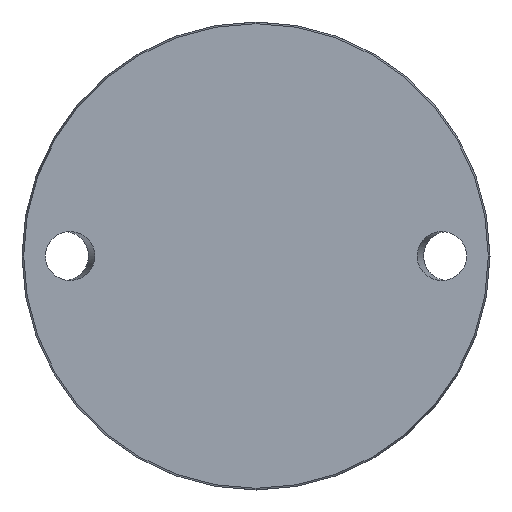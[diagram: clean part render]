
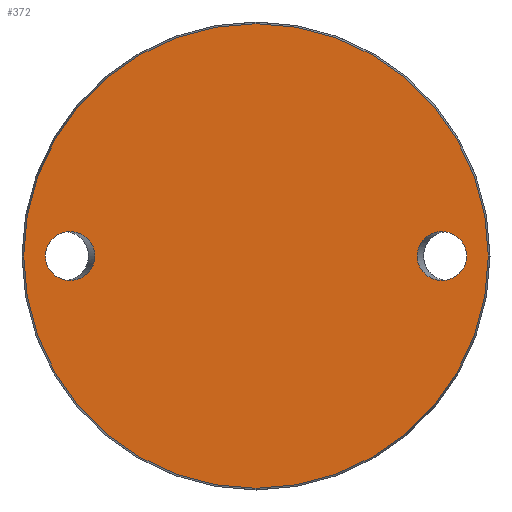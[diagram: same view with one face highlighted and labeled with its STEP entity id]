
A CAD part, front view. The second image highlights one B-rep face of the part: STEP entity #372.
In plain terms, the highlighted planar face has unit normal (0, -1, 0).
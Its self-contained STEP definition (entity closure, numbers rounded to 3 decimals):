
#4 = DIRECTION ( 'NONE',  ( 0., 0., 1. ) ) ;
#9 = CARTESIAN_POINT ( 'NONE',  ( -54.385, 0., 16.5 ) ) ;
#15 = CARTESIAN_POINT ( 'NONE',  ( 71.115, 0., 16.5 ) ) ;
#53 = EDGE_LOOP ( 'NONE', ( #436 ) ) ;
#97 = VERTEX_POINT ( 'NONE', #482 ) ;
#111 = CIRCLE ( 'NONE', #320, 78.425 ) ;
#134 = EDGE_CURVE ( 'NONE', #629, #629, #194, .T. ) ;
#136 = CARTESIAN_POINT ( 'NONE',  ( -71.115, 0., 0. ) ) ;
#143 = CARTESIAN_POINT ( 'NONE',  ( -54.385, 0., 0. ) ) ;
#170 = CARTESIAN_POINT ( 'NONE',  ( 0., 0., -78.425 ) ) ;
#173 = EDGE_LOOP ( 'NONE', ( #285 ) ) ;
#194 =( BOUNDED_CURVE ( )  B_SPLINE_CURVE ( 3, ( #266, #572, #9, #143, #615, #742, #136 ),
 .UNSPECIFIED., .T., .T. ) 
 B_SPLINE_CURVE_WITH_KNOTS ( ( 4, 3, 4 ),
 ( 0., 3.142, 6.283 ),
 .UNSPECIFIED. ) 
 CURVE ( )  GEOMETRIC_REPRESENTATION_ITEM ( )  RATIONAL_B_SPLINE_CURVE ( ( 1., 0.333, 0.333, 1., 0.333, 0.333, 1. ) ) 
 REPRESENTATION_ITEM ( '' )  );
#223 = VERTEX_POINT ( 'NONE', #170 ) ;
#265 = CARTESIAN_POINT ( 'NONE',  ( 71.115, 0., 0. ) ) ;
#266 = CARTESIAN_POINT ( 'NONE',  ( -71.115, 0., 0. ) ) ;
#272 = FACE_BOUND ( 'NONE', #53, .T. ) ;
#285 = ORIENTED_EDGE ( 'NONE', *, *, #697, .T. ) ;
#305 = ORIENTED_EDGE ( 'NONE', *, *, #134, .T. ) ;
#320 = AXIS2_PLACEMENT_3D ( 'NONE', #462, #334, #694 ) ;
#334 = DIRECTION ( 'NONE',  ( 0., -1., 0. ) ) ;
#372 = ADVANCED_FACE ( 'NONE', ( #630, #272, #401 ), #741, .F. ) ;
#397 = DIRECTION ( 'NONE',  ( 0., 1., 0. ) ) ;
#400 = CARTESIAN_POINT ( 'NONE',  ( 71.115, 0., -16.5 ) ) ;
#401 = FACE_OUTER_BOUND ( 'NONE', #173, .T. ) ;
#436 = ORIENTED_EDGE ( 'NONE', *, *, #791, .T. ) ;
#452 = CARTESIAN_POINT ( 'NONE',  ( 54.385, 0., 0. ) ) ;
#462 = CARTESIAN_POINT ( 'NONE',  ( 0., 0., 0. ) ) ;
#468 = CARTESIAN_POINT ( 'NONE',  ( -78.425, 0., 0. ) ) ;
#482 = CARTESIAN_POINT ( 'NONE',  ( 71.115, 0., 0. ) ) ;
#542 =( BOUNDED_CURVE ( )  B_SPLINE_CURVE ( 3, ( #690, #400, #744, #452, #570, #15, #265 ),
 .UNSPECIFIED., .T., .F. ) 
 B_SPLINE_CURVE_WITH_KNOTS ( ( 4, 3, 4 ),
 ( 0., 3.142, 6.283 ),
 .UNSPECIFIED. ) 
 CURVE ( )  GEOMETRIC_REPRESENTATION_ITEM ( )  RATIONAL_B_SPLINE_CURVE ( ( 1., 0.333, 0.333, 1., 0.333, 0.333, 1. ) ) 
 REPRESENTATION_ITEM ( '' )  );
#570 = CARTESIAN_POINT ( 'NONE',  ( 54.385, 0., 16.5 ) ) ;
#572 = CARTESIAN_POINT ( 'NONE',  ( -71.115, 0., 16.5 ) ) ;
#581 = CARTESIAN_POINT ( 'NONE',  ( -71.115, 0., 0. ) ) ;
#615 = CARTESIAN_POINT ( 'NONE',  ( -54.385, 0., -16.5 ) ) ;
#629 = VERTEX_POINT ( 'NONE', #581 ) ;
#630 = FACE_BOUND ( 'NONE', #717, .T. ) ;
#690 = CARTESIAN_POINT ( 'NONE',  ( 71.115, 0., 0. ) ) ;
#694 = DIRECTION ( 'NONE',  ( 0., 0., -1. ) ) ;
#697 = EDGE_CURVE ( 'NONE', #223, #223, #111, .T. ) ;
#717 = EDGE_LOOP ( 'NONE', ( #305 ) ) ;
#738 = AXIS2_PLACEMENT_3D ( 'NONE', #468, #397, #4 ) ;
#741 = PLANE ( 'NONE',  #738 ) ;
#742 = CARTESIAN_POINT ( 'NONE',  ( -71.115, 0., -16.5 ) ) ;
#744 = CARTESIAN_POINT ( 'NONE',  ( 54.385, 0., -16.5 ) ) ;
#791 = EDGE_CURVE ( 'NONE', #97, #97, #542, .T. ) ;
